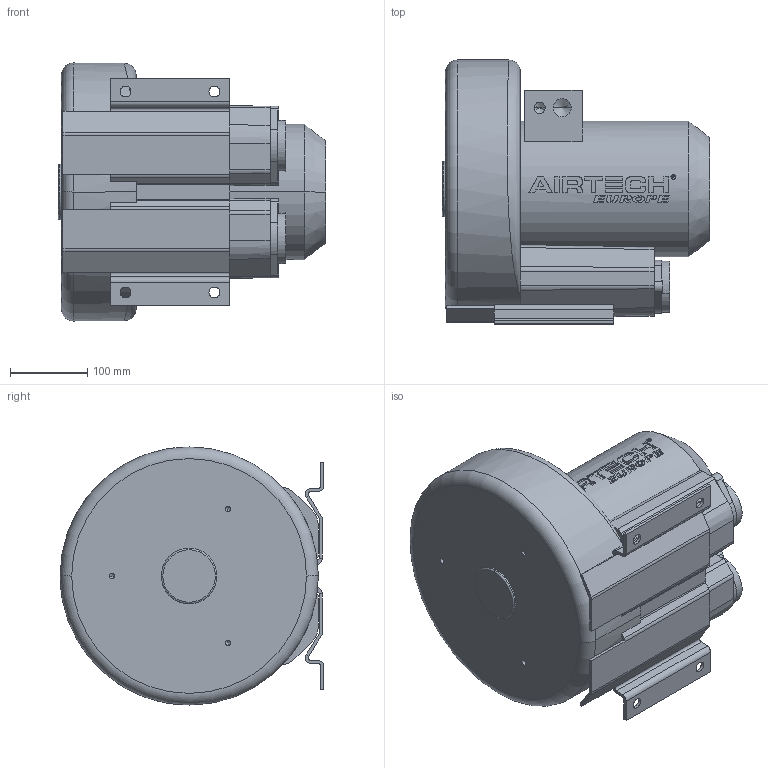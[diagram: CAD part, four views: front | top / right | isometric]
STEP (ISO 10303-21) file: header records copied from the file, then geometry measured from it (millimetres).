
FILE_DESCRIPTION((''),'2;1');
FILE_NAME('VSC0210_1MT221_6_GEWFL_ASM','2021-02-02T',('wgehrig'),('vacuvane vacuum technology gmbh'),'CREO PARAMETRIC BY PTC INC, 2018360','CREO PARAMETRIC BY PTC INC, 2018360','');
FILE_SCHEMA(('CONFIG_CONTROL_DESIGN'));
Length unit declared in the file: millimetre
Products named in the file (3): VSC0210_1MT221_6; GEWINDEFLANSCH_2_ZOLL; VSC0210_1MT221_6_GEWFL_ASM
Assembly tree (3 placements, depth 2):
  VSC0210_1MT221_6_GEWFL_ASM
    VSC0210_1MT221_6
    GEWINDEFLANSCH_2_ZOLL  x2
Bounding box: 346 x 341.5 x 334 mm (x, y, z)
Volume: 16336808.4 mm3; surface area: 745449.5 mm2
Topology: 3 solids, 3 shells, 685 faces, 1837 edges, 1188 vertices
Faces by surface type: plane 443, cylinder 188, cone 48, torus 4, bspline 2
Entity records: 22054 total; most frequent: CARTESIAN_POINT 5718, ORIENTED_EDGE 3446, DIRECTION 3246, EDGE_CURVE 1723, VECTOR 1158, LINE 1158, VERTEX_POINT 1134, AXIS2_PLACEMENT_3D 1044
